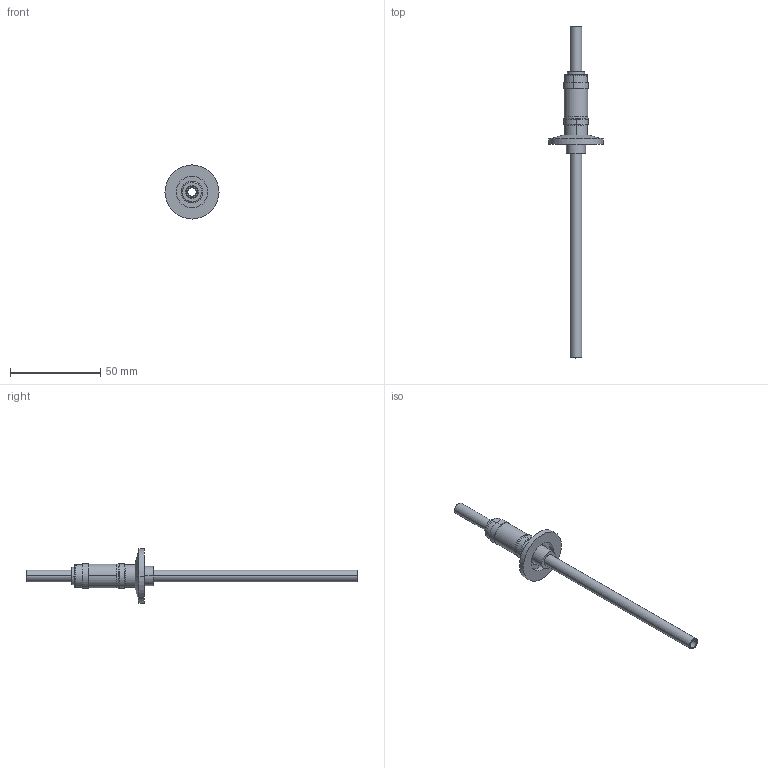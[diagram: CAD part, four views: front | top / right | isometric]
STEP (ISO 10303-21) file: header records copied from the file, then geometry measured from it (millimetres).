
FILE_DESCRIPTION (( 'STEP AP203' ), '1' );
FILE_NAME ('A0117-2-QF.STEP', '2013-06-13T11:25:30', ( '' ), ( '' ), 'SwSTEP 2.0', 'SolidWorks 2012', '' );
FILE_SCHEMA (( 'CONFIG_CONTROL_DESIGN' ));
Length unit declared in the file: inch
Products named in the file (1): A0117-2-QF
Bounding box: 29.97 x 184.15 x 29.97 mm (x, y, z)
Volume: 8047.7 mm3; surface area: 11743.7 mm2
Topology: 1 solids, 1 shells, 72 faces, 148 edges, 92 vertices
Faces by surface type: cylinder 38, plane 16, cone 12, torus 6
Entity records: 2013 total; most frequent: DIRECTION 392, CARTESIAN_POINT 313, ORIENTED_EDGE 296, AXIS2_PLACEMENT_3D 171, EDGE_CURVE 148, CIRCLE 98, VERTEX_POINT 92, EDGE_LOOP 88
